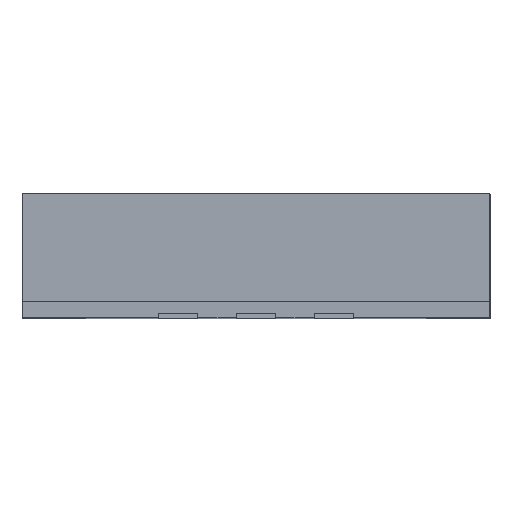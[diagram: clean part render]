
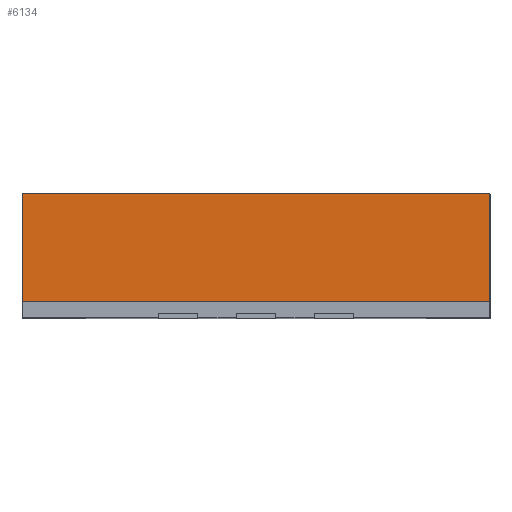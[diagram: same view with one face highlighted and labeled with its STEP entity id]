
A CAD part, top view. The second image highlights one B-rep face of the part: STEP entity #6134.
In plain terms, the highlighted planar face has unit normal (0, 0, 1).
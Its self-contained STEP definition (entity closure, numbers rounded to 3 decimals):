
#107 = CARTESIAN_POINT ( 'NONE',  ( -1.5, 0.105, 1.5 ) ) ;
#121 = CARTESIAN_POINT ( 'NONE',  ( 1.5, 0.105, 1.5 ) ) ;
#124 = VERTEX_POINT ( 'NONE', #6248 ) ;
#218 = DIRECTION ( 'NONE',  ( 1., 0., 0. ) ) ;
#829 = CARTESIAN_POINT ( 'NONE',  ( 1.5, 0.8, 1.5 ) ) ;
#866 = EDGE_CURVE ( 'NONE', #124, #5746, #4951, .T. ) ;
#1281 = DIRECTION ( 'NONE',  ( -1., 0., 0. ) ) ;
#1556 = VECTOR ( 'NONE', #218, 1000. ) ;
#1747 = VECTOR ( 'NONE', #2775, 1000. ) ;
#1793 = PLANE ( 'NONE',  #1877 ) ;
#1877 = AXIS2_PLACEMENT_3D ( 'NONE', #6007, #4303, #1281 ) ;
#2589 = EDGE_LOOP ( 'NONE', ( #6225, #5218, #4752, #5944 ) ) ;
#2775 = DIRECTION ( 'NONE',  ( 0., -1., 0. ) ) ;
#2886 = CARTESIAN_POINT ( 'NONE',  ( -1.5, 0.105, 1.5 ) ) ;
#3029 = EDGE_CURVE ( 'NONE', #3124, #124, #5003, .T. ) ;
#3065 = LINE ( 'NONE', #2886, #6463 ) ;
#3124 = VERTEX_POINT ( 'NONE', #107 ) ;
#3186 = CARTESIAN_POINT ( 'NONE',  ( 0., 0.8, 1.5 ) ) ;
#3476 = VECTOR ( 'NONE', #5341, 1000. ) ;
#3564 = DIRECTION ( 'NONE',  ( -1., 0., 0. ) ) ;
#4303 = DIRECTION ( 'NONE',  ( 0., 0., -1. ) ) ;
#4558 = CARTESIAN_POINT ( 'NONE',  ( 1.5, 0.8, 1.5 ) ) ;
#4591 = EDGE_CURVE ( 'NONE', #5746, #6217, #4956, .T. ) ;
#4742 = CARTESIAN_POINT ( 'NONE',  ( -1.5, 0.8, 1.5 ) ) ;
#4752 = ORIENTED_EDGE ( 'NONE', *, *, #3029, .F. ) ;
#4951 = LINE ( 'NONE', #3186, #1556 ) ;
#4956 = LINE ( 'NONE', #4558, #1747 ) ;
#5003 = LINE ( 'NONE', #4742, #3476 ) ;
#5153 = EDGE_CURVE ( 'NONE', #6217, #3124, #3065, .T. ) ;
#5218 = ORIENTED_EDGE ( 'NONE', *, *, #866, .F. ) ;
#5341 = DIRECTION ( 'NONE',  ( 0., 1., 0. ) ) ;
#5746 = VERTEX_POINT ( 'NONE', #829 ) ;
#5944 = ORIENTED_EDGE ( 'NONE', *, *, #5153, .F. ) ;
#6007 = CARTESIAN_POINT ( 'NONE',  ( -1.5, 0.8, 1.5 ) ) ;
#6134 = ADVANCED_FACE ( 'NONE', ( #6243 ), #1793, .F. ) ;
#6217 = VERTEX_POINT ( 'NONE', #121 ) ;
#6225 = ORIENTED_EDGE ( 'NONE', *, *, #4591, .F. ) ;
#6243 = FACE_OUTER_BOUND ( 'NONE', #2589, .T. ) ;
#6248 = CARTESIAN_POINT ( 'NONE',  ( -1.5, 0.8, 1.5 ) ) ;
#6463 = VECTOR ( 'NONE', #3564, 1000. ) ;
